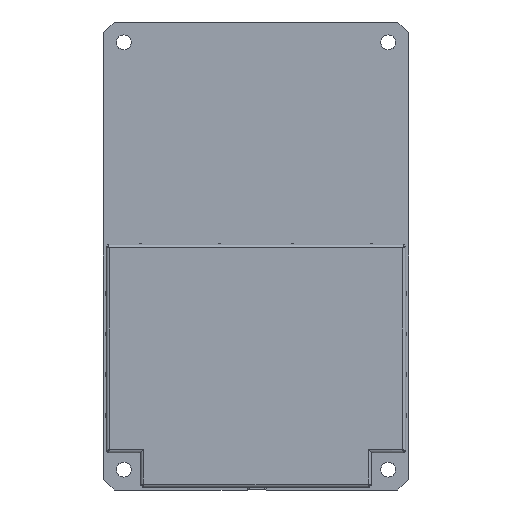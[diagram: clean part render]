
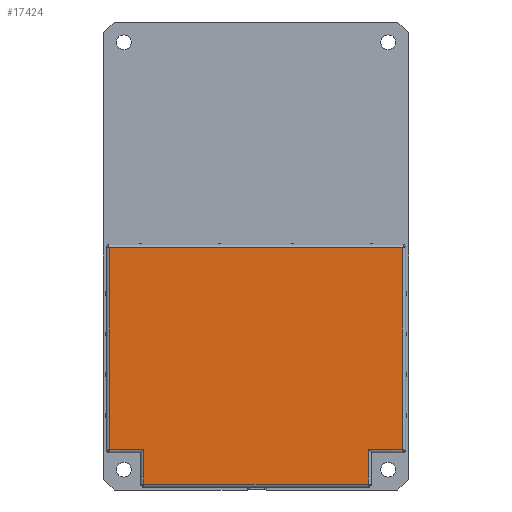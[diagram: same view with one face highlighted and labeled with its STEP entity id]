
A CAD part, front view. The second image highlights one B-rep face of the part: STEP entity #17424.
In plain terms, the highlighted face is planar.
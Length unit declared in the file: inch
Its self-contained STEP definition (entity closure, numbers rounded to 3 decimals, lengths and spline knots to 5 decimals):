
#13245=DIRECTION('',(0.,0.,1.));
#13246=VECTOR('',#13245,1.488);
#13247=CARTESIAN_POINT('',(-1.0815,0.184,0.2585));
#13248=LINE('',#13247,#13246);
#13318=DIRECTION('',(1.,0.,0.));
#13319=VECTOR('',#13318,2.163);
#13320=CARTESIAN_POINT('',(-1.0815,0.184,1.7465));
#13321=LINE('',#13320,#13319);
#13391=DIRECTION('',(0.,0.,-1.));
#13392=VECTOR('',#13391,1.488);
#13393=CARTESIAN_POINT('',(1.0815,0.184,1.7465));
#13394=LINE('',#13393,#13392);
#13486=DIRECTION('',(-1.,0.,0.));
#13487=VECTOR('',#13486,0.255);
#13488=CARTESIAN_POINT('',(1.0815,0.184,0.2585));
#13489=LINE('',#13488,#13487);
#13577=DIRECTION('',(0.,0.,-1.));
#13578=VECTOR('',#13577,0.255);
#13579=CARTESIAN_POINT('',(0.8265,0.184,0.2585));
#13580=LINE('',#13579,#13578);
#13699=DIRECTION('',(-1.,0.,0.));
#13700=VECTOR('',#13699,1.653);
#13701=CARTESIAN_POINT('',(0.8265,0.184,0.0035));
#13702=LINE('',#13701,#13700);
#13779=DIRECTION('',(0.,0.,1.));
#13780=VECTOR('',#13779,0.255);
#13781=CARTESIAN_POINT('',(-0.8265,0.184,0.0035));
#13782=LINE('',#13781,#13780);
#13870=DIRECTION('',(-1.,0.,0.));
#13871=VECTOR('',#13870,0.255);
#13872=CARTESIAN_POINT('',(-0.8265,0.184,0.2585));
#13873=LINE('',#13872,#13871);
#16897=CARTESIAN_POINT('',(-1.0815,0.184,1.7465));
#16898=CARTESIAN_POINT('',(1.0815,0.184,1.7465));
#16899=VERTEX_POINT('',#16897);
#16900=VERTEX_POINT('',#16898);
#16901=CARTESIAN_POINT('',(1.0815,0.184,0.2585));
#16902=VERTEX_POINT('',#16901);
#16903=CARTESIAN_POINT('',(0.8265,0.184,0.2585));
#16904=VERTEX_POINT('',#16903);
#16905=CARTESIAN_POINT('',(0.8265,0.184,0.0035));
#16906=VERTEX_POINT('',#16905);
#16907=CARTESIAN_POINT('',(-0.8265,0.184,0.0035));
#16908=VERTEX_POINT('',#16907);
#16909=CARTESIAN_POINT('',(-0.8265,0.184,0.2585));
#16910=VERTEX_POINT('',#16909);
#16911=CARTESIAN_POINT('',(-1.0815,0.184,0.2585));
#16912=VERTEX_POINT('',#16911);
#17401=CARTESIAN_POINT('',(0.,0.184,0.));
#17402=DIRECTION('',(0.,1.,0.));
#17403=DIRECTION('',(1.,0.,0.));
#17404=AXIS2_PLACEMENT_3D('',#17401,#17402,#17403);
#17405=PLANE('',#17404);
#17407=ORIENTED_EDGE('',*,*,#17406,.F.);
#17409=ORIENTED_EDGE('',*,*,#17408,.F.);
#17411=ORIENTED_EDGE('',*,*,#17410,.F.);
#17413=ORIENTED_EDGE('',*,*,#17412,.F.);
#17415=ORIENTED_EDGE('',*,*,#17414,.F.);
#17417=ORIENTED_EDGE('',*,*,#17416,.F.);
#17419=ORIENTED_EDGE('',*,*,#17418,.F.);
#17421=ORIENTED_EDGE('',*,*,#17420,.F.);
#17422=EDGE_LOOP('',(#17407,#17409,#17411,#17413,#17415,#17417,#17419,#17421));
#17423=FACE_OUTER_BOUND('',#17422,.F.);
#17406=EDGE_CURVE('',#16912,#16899,#13248,.T.);
#17408=EDGE_CURVE('',#16910,#16912,#13873,.T.);
#17410=EDGE_CURVE('',#16908,#16910,#13782,.T.);
#17412=EDGE_CURVE('',#16906,#16908,#13702,.T.);
#17414=EDGE_CURVE('',#16904,#16906,#13580,.T.);
#17416=EDGE_CURVE('',#16902,#16904,#13489,.T.);
#17418=EDGE_CURVE('',#16900,#16902,#13394,.T.);
#17420=EDGE_CURVE('',#16899,#16900,#13321,.T.);
#17424=ADVANCED_FACE('',(#17423),#17405,.T.);
